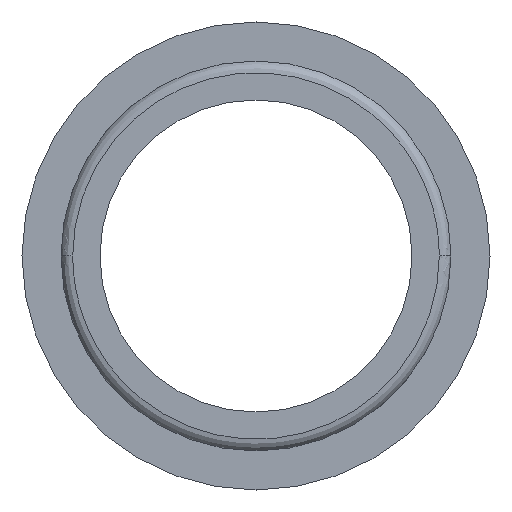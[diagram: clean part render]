
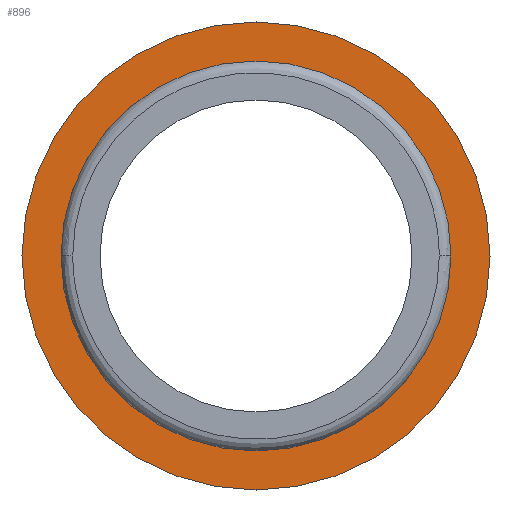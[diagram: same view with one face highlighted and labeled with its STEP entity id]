
A CAD part, front view. The second image highlights one B-rep face of the part: STEP entity #896.
In plain terms, the highlighted planar face has unit normal (0, -1, 0).
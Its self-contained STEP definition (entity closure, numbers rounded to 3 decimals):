
#12 = AXIS2_PLACEMENT_3D ( 'NONE', #552, #525, #587 ) ;
#18 = AXIS2_PLACEMENT_3D ( 'NONE', #567, #566, #564 ) ;
#19 = AXIS2_PLACEMENT_3D ( 'NONE', #633, #626, #623 ) ;
#22 = EDGE_CURVE ( 'NONE', #441, #165, #279, .T. ) ;
#38 = AXIS2_PLACEMENT_3D ( 'NONE', #950, #937, #945 ) ;
#71 = EDGE_CURVE ( 'NONE', #165, #441, #265, .T. ) ;
#83 = EDGE_CURVE ( 'NONE', #201, #185, #283, .T. ) ;
#108 = AXIS2_PLACEMENT_3D ( 'NONE', #639, #640, #635 ) ;
#133 = EDGE_CURVE ( 'NONE', #185, #201, #145, .T. ) ;
#145 = CIRCLE ( 'NONE', #12, 6. ) ;
#165 = VERTEX_POINT ( 'NONE', #586 ) ;
#185 = VERTEX_POINT ( 'NONE', #865 ) ;
#201 = VERTEX_POINT ( 'NONE', #565 ) ;
#214 = EDGE_LOOP ( 'NONE', ( #426, #419 ) ) ;
#253 = EDGE_LOOP ( 'NONE', ( #415, #395 ) ) ;
#265 = CIRCLE ( 'NONE', #19, 5. ) ;
#279 = CIRCLE ( 'NONE', #38, 5. ) ;
#283 = CIRCLE ( 'NONE', #18, 6. ) ;
#395 = ORIENTED_EDGE ( 'NONE', *, *, #133, .F. ) ;
#415 = ORIENTED_EDGE ( 'NONE', *, *, #83, .F. ) ;
#419 = ORIENTED_EDGE ( 'NONE', *, *, #71, .T. ) ;
#426 = ORIENTED_EDGE ( 'NONE', *, *, #22, .T. ) ;
#428 = FACE_OUTER_BOUND ( 'NONE', #253, .T. ) ;
#441 = VERTEX_POINT ( 'NONE', #854 ) ;
#457 = FACE_BOUND ( 'NONE', #214, .T. ) ;
#525 = DIRECTION ( 'NONE',  ( 0., 1., 0. ) ) ;
#552 = CARTESIAN_POINT ( 'NONE',  ( 0., 20., 0. ) ) ;
#564 = DIRECTION ( 'NONE',  ( 0., 0., -1. ) ) ;
#565 = CARTESIAN_POINT ( 'NONE',  ( 0., 20., -6. ) ) ;
#566 = DIRECTION ( 'NONE',  ( 0., 1., 0. ) ) ;
#567 = CARTESIAN_POINT ( 'NONE',  ( 0., 20., 0. ) ) ;
#586 = CARTESIAN_POINT ( 'NONE',  ( -5., 20., 0. ) ) ;
#587 = DIRECTION ( 'NONE',  ( 0., 0., -1. ) ) ;
#623 = DIRECTION ( 'NONE',  ( 1., 0., 0. ) ) ;
#626 = DIRECTION ( 'NONE',  ( 0., 1., 0. ) ) ;
#633 = CARTESIAN_POINT ( 'NONE',  ( 0., 20., 0. ) ) ;
#635 = DIRECTION ( 'NONE',  ( -1., 0., 0. ) ) ;
#637 = PLANE ( 'NONE',  #108 ) ;
#639 = CARTESIAN_POINT ( 'NONE',  ( 6.072, 20., -6.072 ) ) ;
#640 = DIRECTION ( 'NONE',  ( 0., 1., 0. ) ) ;
#854 = CARTESIAN_POINT ( 'NONE',  ( 5., 20., 0. ) ) ;
#865 = CARTESIAN_POINT ( 'NONE',  ( 0., 20., 6. ) ) ;
#896 = ADVANCED_FACE ( 'NONE', ( #457, #428 ), #637, .F. ) ;
#937 = DIRECTION ( 'NONE',  ( 0., 1., 0. ) ) ;
#945 = DIRECTION ( 'NONE',  ( 1., 0., 0. ) ) ;
#950 = CARTESIAN_POINT ( 'NONE',  ( 0., 20., 0. ) ) ;
